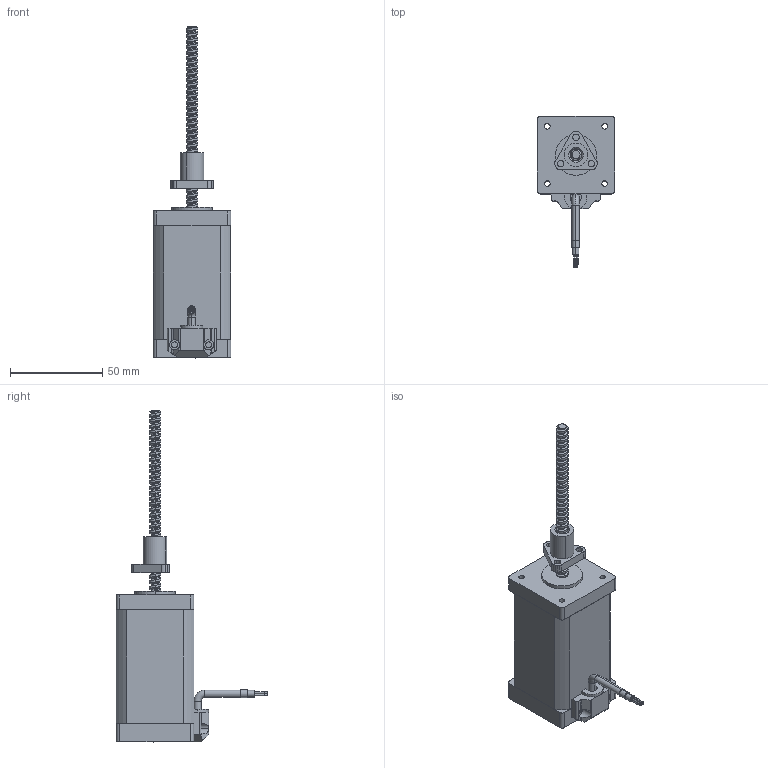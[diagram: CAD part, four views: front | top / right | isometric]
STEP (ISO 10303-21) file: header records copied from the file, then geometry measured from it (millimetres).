
FILE_DESCRIPTION (( 'STEP AP214' ), '1' );
FILE_NAME ('42E280-S5.08-2504-L100-XXX.STEP', '2023-06-09T07:22:03', ( 'MM' ), ( 'Microsoft' ), 'SwSTEP 2.0', 'SolidWorks 2020', '' );
FILE_SCHEMA (( 'AUTOMOTIVE_DESIGN' ));
Length unit declared in the file: millimetre
Products named in the file (1): 42E280-S5.08-2504-L100-XXX
Bounding box: 42 x 82 x 179.6 mm (x, y, z)
Volume: 142287.5 mm3; surface area: 29792.2 mm2
Topology: 4 solids, 4 shells, 258 faces, 684 edges, 450 vertices
Faces by surface type: cylinder 174, plane 67, cone 7, torus 6, bspline 4
Entity records: 17789 total; most frequent: CARTESIAN_POINT 11200, ORIENTED_EDGE 1368, DIRECTION 1261, EDGE_CURVE 684, AXIS2_PLACEMENT_3D 483, VERTEX_POINT 450, EDGE_LOOP 312, VECTOR 295
